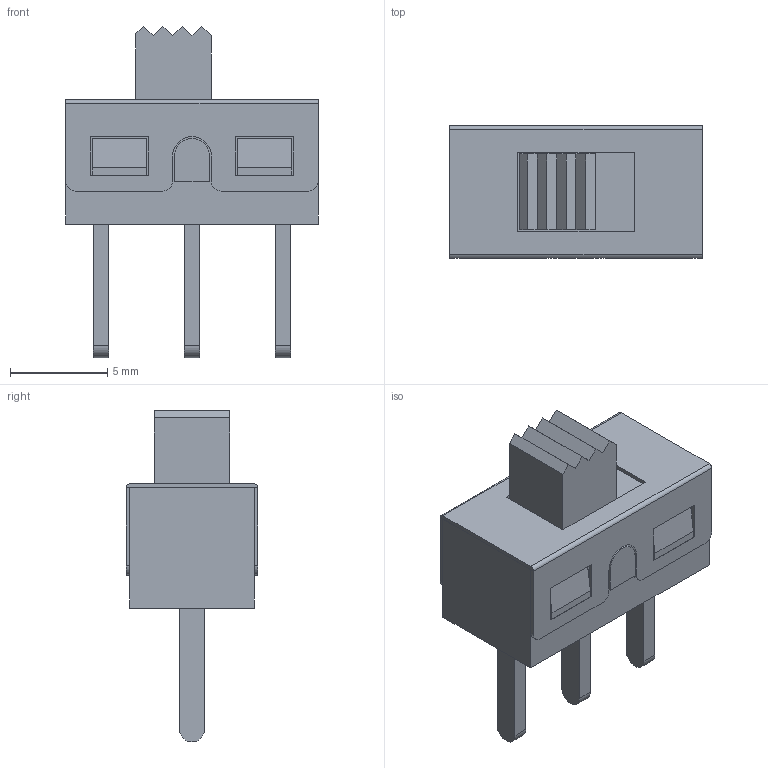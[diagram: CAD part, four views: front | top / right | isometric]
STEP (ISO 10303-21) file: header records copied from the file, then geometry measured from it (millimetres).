
FILE_DESCRIPTION(/* description */ (''),/* implementation_level */ '2;1');
FILE_NAME(/* name */ 'SW-TH_SS-12D10L5.step',/* time_stamp */ '2023-06-11T13:51:40+08:00',/* author */ (''),/* organization */ (''),/* preprocessor_version */ 'ST-DEVELOPER v19.2',/* originating_system */ 'Autodesk Translation Framework v12.6.0.85',/* authorisation */ '');
FILE_SCHEMA (('AUTOMOTIVE_DESIGN { 1 0 10303 214 3 1 1 }'));
Length unit declared in the file: millimetre
Products named in the file (4): (未保存); SW1; SW-TH_SS-12D10L5; COMPOUND (1)
Assembly tree (3 placements, depth 4):
  (未保存)
    SW1
      SW-TH_SS-12D10L5
        COMPOUND (1)
Bounding box: 13 x 6.8 x 17.1 mm (x, y, z)
Volume: 627 mm3; surface area: 982.6 mm2
Topology: 27 solids, 27 shells, 417 faces, 1068 edges, 712 vertices
Faces by surface type: plane 288, bspline 112, cylinder 17
Entity records: 13967 total; most frequent: CARTESIAN_POINT 4046, ORIENTED_EDGE 2136, DIRECTION 1670, EDGE_CURVE 1068, LINE 810, VECTOR 810, VERTEX_POINT 712, EDGE_LOOP 446
